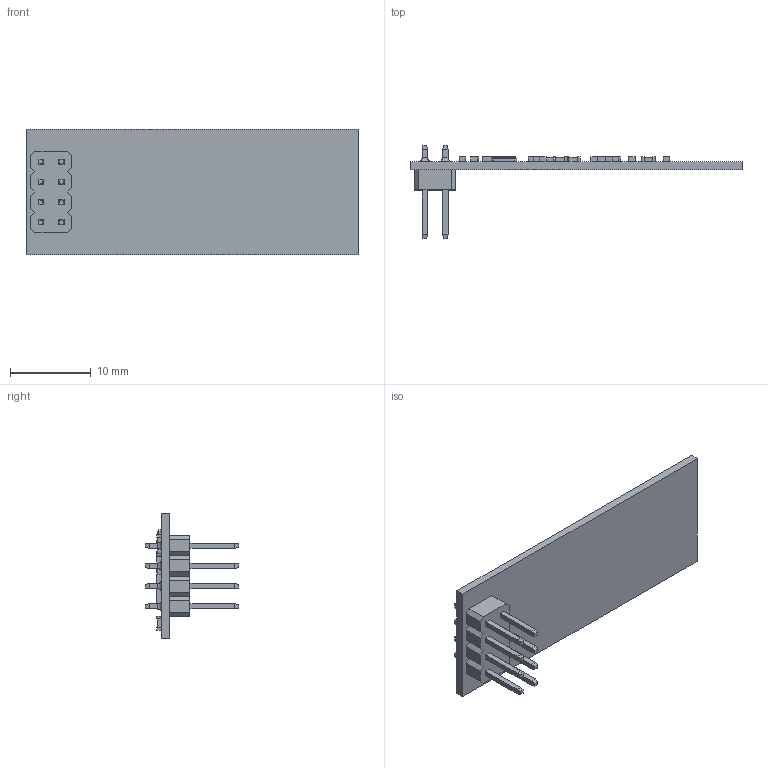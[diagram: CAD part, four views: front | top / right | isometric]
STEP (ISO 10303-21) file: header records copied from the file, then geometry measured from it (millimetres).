
FILE_DESCRIPTION (( 'STEP AP203' ), '1' );
FILE_NAME ('NRF24L01L with out connector STEP AP203.STEP', '2019-09-18T19:22:58', ( 'IvanEndorphin' ), ( '' ), 'SwSTEP 2.0', 'SolidWorks 2017', '' );
FILE_SCHEMA (( 'CONFIG_CONTROL_DESIGN' ));
Length unit declared in the file: millimetre
Products named in the file (1): NRF24L01L with out connector STEP AP203
Bounding box: 41 x 11.5 x 15.5 mm (x, y, z)
Volume: 816.6 mm3; surface area: 1742.5 mm2
Topology: 1 solids, 1 shells, 1107 faces, 2839 edges, 1858 vertices
Faces by surface type: plane 853, bspline 214, cylinder 36, cone 4
Entity records: 44490 total; most frequent: CARTESIAN_POINT 19011, ORIENTED_EDGE 5678, DIRECTION 4179, EDGE_CURVE 2839, VECTOR 2367, LINE 2367, VERTEX_POINT 1858, EDGE_LOOP 1275
